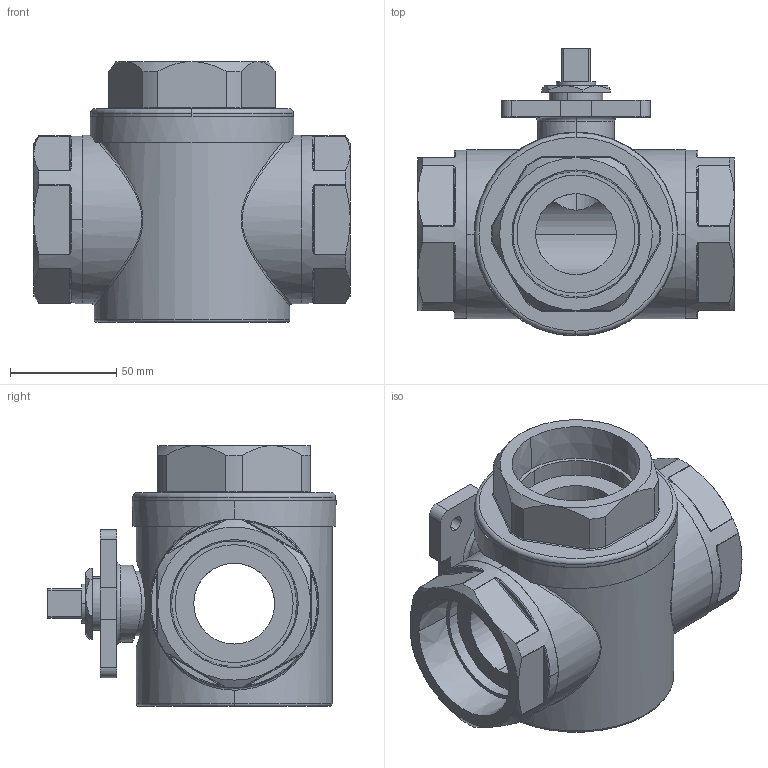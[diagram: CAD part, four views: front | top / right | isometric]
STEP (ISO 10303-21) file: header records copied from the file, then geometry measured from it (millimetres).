
FILE_DESCRIPTION (( 'STEP AP214' ), '1' );
FILE_NAME ('38-TH-0200-XXX BARE STEM.STEP', '2019-11-21T12:24:23', ( '' ), ( '' ), 'SwSTEP 2.0', 'SolidWorks 2019', '' );
FILE_SCHEMA (( 'AUTOMOTIVE_DESIGN' ));
Length unit declared in the file: inch
Products named in the file (2): 38-TH-0200-XXX BARE STEM
Bounding box: 149.1 x 135.76 x 122.94 mm (x, y, z)
Surface area: 128648.5 mm2 (no closed solid volume)
Topology: 0 solids, 7 shells, 262 faces, 651 edges, 403 vertices
Faces by surface type: cylinder 96, plane 84, cone 30, torus 26, bspline 26
Entity records: 14525 total; most frequent: CARTESIAN_POINT 5070, ORIENTED_EDGE 1282, DIRECTION 1215, EDGE_CURVE 651, AXIS2_PLACEMENT_3D 486, VERTEX_POINT 403, EDGE_LOOP 288, UNCERTAINTY_MEASURE_WITH_UNIT 264
